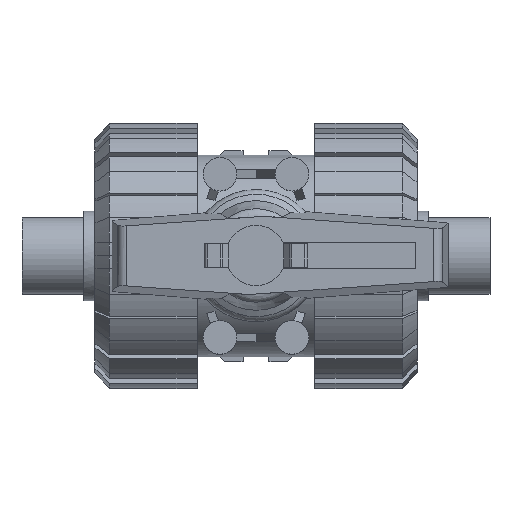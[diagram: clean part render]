
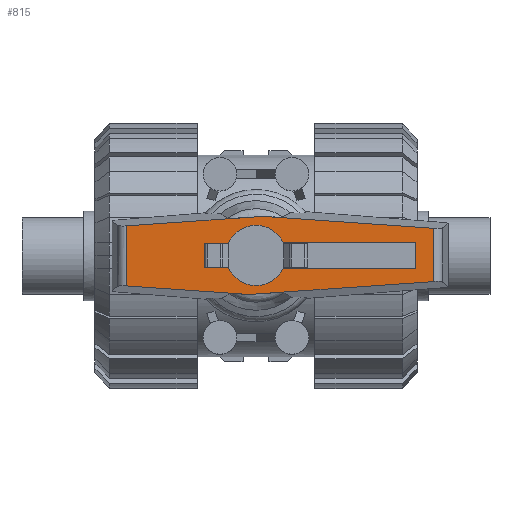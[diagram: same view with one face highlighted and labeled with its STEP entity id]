
A CAD part, top view. The second image highlights one B-rep face of the part: STEP entity #815.
In plain terms, the highlighted planar face has unit normal (0, 0, 1).
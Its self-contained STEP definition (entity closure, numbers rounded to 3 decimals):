
#815=ADVANCED_FACE('',(#1875,#1876),#1877,.T.);
#1875=FACE_BOUND('',#3249,.T.);
#1876=FACE_OUTER_BOUND('',#3250,.T.);
#1877=PLANE('',#3251);
#3249=EDGE_LOOP('',(#5837,#5838,#5839,#5840,#5841,#5842,#5843,#5844));
#3250=EDGE_LOOP('',(#5845,#5846,#5847,#5848,#5849,#5850,#5851,#5852));
#3251=AXIS2_PLACEMENT_3D('',#5853,#5854,#5855);
#5837=ORIENTED_EDGE('',*,*,#9183,.T.);
#5838=ORIENTED_EDGE('',*,*,#9268,.T.);
#5839=ORIENTED_EDGE('',*,*,#9346,.T.);
#5840=ORIENTED_EDGE('',*,*,#9273,.T.);
#5841=ORIENTED_EDGE('',*,*,#9172,.T.);
#5842=ORIENTED_EDGE('',*,*,#9168,.T.);
#5843=ORIENTED_EDGE('',*,*,#9164,.T.);
#5844=ORIENTED_EDGE('',*,*,#9159,.T.);
#5845=ORIENTED_EDGE('',*,*,#9383,.T.);
#5846=ORIENTED_EDGE('',*,*,#9433,.T.);
#5847=ORIENTED_EDGE('',*,*,#9420,.T.);
#5848=ORIENTED_EDGE('',*,*,#9410,.T.);
#5849=ORIENTED_EDGE('',*,*,#9402,.T.);
#5850=ORIENTED_EDGE('',*,*,#9435,.F.);
#5851=ORIENTED_EDGE('',*,*,#9337,.T.);
#5852=ORIENTED_EDGE('',*,*,#9375,.T.);
#5853=CARTESIAN_POINT('',(3.932,0.0,102.5));
#5854=DIRECTION('',(0.0,0.0,1.0));
#5855=DIRECTION('',(1.0,0.0,0.0));
#9159=EDGE_CURVE('',#10925,#10926,#10927,.T.);
#9164=EDGE_CURVE('',#10934,#10925,#10935,.T.);
#9168=EDGE_CURVE('',#10940,#10934,#10941,.T.);
#9172=EDGE_CURVE('',#10946,#10940,#10947,.T.);
#9183=EDGE_CURVE('',#10926,#10961,#10962,.T.);
#9268=EDGE_CURVE('',#10961,#11080,#11082,.T.);
#9273=EDGE_CURVE('',#11088,#10946,#11089,.T.);
#9337=EDGE_CURVE('',#11196,#11194,#11197,.T.);
#9346=EDGE_CURVE('',#11080,#11088,#11209,.T.);
#9375=EDGE_CURVE('',#11194,#11246,#11248,.T.);
#9383=EDGE_CURVE('',#11246,#11261,#11263,.T.);
#9402=EDGE_CURVE('',#11293,#11291,#11294,.T.);
#9410=EDGE_CURVE('',#11307,#11293,#11308,.T.);
#9420=EDGE_CURVE('',#11319,#11307,#11320,.T.);
#9433=EDGE_CURVE('',#11261,#11319,#11338,.T.);
#9435=EDGE_CURVE('',#11196,#11291,#11340,.T.);
#10925=VERTEX_POINT('',#13514);
#10926=VERTEX_POINT('',#13515);
#10927=LINE('',#13516,#13517);
#10934=VERTEX_POINT('',#13527);
#10935=LINE('',#13528,#13529);
#10940=VERTEX_POINT('',#13536);
#10941=LINE('',#13537,#13538);
#10946=VERTEX_POINT('',#13545);
#10947=CIRCLE('',#13546,6.286);
#10961=VERTEX_POINT('',#13564);
#10962=CIRCLE('',#13565,6.286);
#11080=VERTEX_POINT('',#13726);
#11082=LINE('',#13729,#13730);
#11088=VERTEX_POINT('',#13738);
#11089=LINE('',#13739,#13740);
#11194=VERTEX_POINT('',#14096);
#11196=VERTEX_POINT('',#14099);
#11197=LINE('',#14100,#14101);
#11209=LINE('',#14117,#14118);
#11246=VERTEX_POINT('',#14214);
#11248=LINE('',#14217,#14218);
#11261=VERTEX_POINT('',#14234);
#11263=LINE('',#14236,#14237);
#11291=VERTEX_POINT('',#14327);
#11293=VERTEX_POINT('',#14329);
#11294=LINE('',#14330,#14331);
#11307=VERTEX_POINT('',#14417);
#11308=LINE('',#14418,#14419);
#11319=VERTEX_POINT('',#14455);
#11320=LINE('',#14456,#14457);
#11338=LINE('',#14513,#14514);
#11340=LINE('',#14516,#14517);
#13514=CARTESIAN_POINT('',(33.333,-2.75,102.5));
#13515=CARTESIAN_POINT('',(5.652,-2.75,102.5));
#13516=CARTESIAN_POINT('',(10.299,-2.75,102.5));
#13517=VECTOR('',#19350,1.0);
#13527=CARTESIAN_POINT('',(33.333,2.75,102.5));
#13528=CARTESIAN_POINT('',(33.333,0.0,102.5));
#13529=VECTOR('',#19354,1.0);
#13536=CARTESIAN_POINT('',(5.652,2.75,102.5));
#13537=CARTESIAN_POINT('',(10.299,2.75,102.5));
#13538=VECTOR('',#19357,1.0);
#13545=CARTESIAN_POINT('',(-5.778,2.475,102.5));
#13546=AXIS2_PLACEMENT_3D('',#19360,#19361,#19362);
#13564=CARTESIAN_POINT('',(-5.778,-2.475,102.5));
#13565=AXIS2_PLACEMENT_3D('',#19376,#19377,#19378);
#13726=CARTESIAN_POINT('',(-10.633,-2.475,102.5));
#13729=CARTESIAN_POINT('',(-1.986,-2.475,102.5));
#13730=VECTOR('',#19465,1.0);
#13738=CARTESIAN_POINT('',(-10.633,2.475,102.5));
#13739=CARTESIAN_POINT('',(-1.986,2.475,102.5));
#13740=VECTOR('',#19468,1.0);
#14096=CARTESIAN_POINT('',(0.429,8.204,102.5));
#14099=CARTESIAN_POINT('',(36.912,5.652,102.5));
#14100=CARTESIAN_POINT('',(21.382,6.738,102.5));
#14101=VECTOR('',#19520,1.0);
#14117=CARTESIAN_POINT('',(-10.633,3.713,102.5));
#14118=VECTOR('',#19531,1.0);
#14214=CARTESIAN_POINT('',(0.438,8.069,102.5));
#14217=CARTESIAN_POINT('',(0.077,13.236,102.5));
#14218=VECTOR('',#19549,1.0);
#14234=CARTESIAN_POINT('',(-26.912,6.157,102.5));
#14236=CARTESIAN_POINT('',(-3.003,7.829,102.5));
#14237=VECTOR('',#19562,1.0);
#14327=CARTESIAN_POINT('',(36.912,-5.457,102.5));
#14329=CARTESIAN_POINT('',(-0.438,-8.069,102.5));
#14330=CARTESIAN_POINT('',(22.058,-6.496,102.5));
#14331=VECTOR('',#19586,1.0);
#14417=CARTESIAN_POINT('',(-0.429,-8.204,102.5));
#14418=CARTESIAN_POINT('',(-0.676,-4.669,102.5));
#14419=VECTOR('',#19588,1.0);
#14455=CARTESIAN_POINT('',(-26.912,-6.352,102.5));
#14456=CARTESIAN_POINT('',(-3.705,-7.974,102.5));
#14457=VECTOR('',#19593,1.0);
#14513=CARTESIAN_POINT('',(-26.912,9.9,102.5));
#14514=VECTOR('',#19604,1.0);
#14516=CARTESIAN_POINT('',(36.912,9.9,102.5));
#14517=VECTOR('',#19605,1.0);
#19350=DIRECTION('',(-1.0,0.0,0.0));
#19354=DIRECTION('',(0.0,-1.0,0.0));
#19357=DIRECTION('',(1.0,0.0,-0.0));
#19360=CARTESIAN_POINT('',(0.0,0.0,102.5));
#19361=DIRECTION('',(0.0,0.0,-1.0));
#19362=DIRECTION('',(1.0,0.0,0.0));
#19376=CARTESIAN_POINT('',(0.0,0.0,102.5));
#19377=DIRECTION('',(0.0,0.0,-1.0));
#19378=DIRECTION('',(1.0,0.0,0.0));
#19465=DIRECTION('',(-1.0,0.0,0.0));
#19468=DIRECTION('',(1.0,0.0,0.0));
#19520=DIRECTION('',(-0.998,0.07,0.0));
#19531=DIRECTION('',(0.0,1.0,-0.0));
#19549=DIRECTION('',(0.07,-0.998,0.0));
#19562=DIRECTION('',(-0.998,-0.07,0.0));
#19586=DIRECTION('',(0.998,0.07,-0.0));
#19588=DIRECTION('',(-0.07,0.998,0.0));
#19593=DIRECTION('',(0.998,-0.07,0.0));
#19604=DIRECTION('',(0.0,-1.0,0.0));
#19605=DIRECTION('',(0.0,-1.0,0.0));
